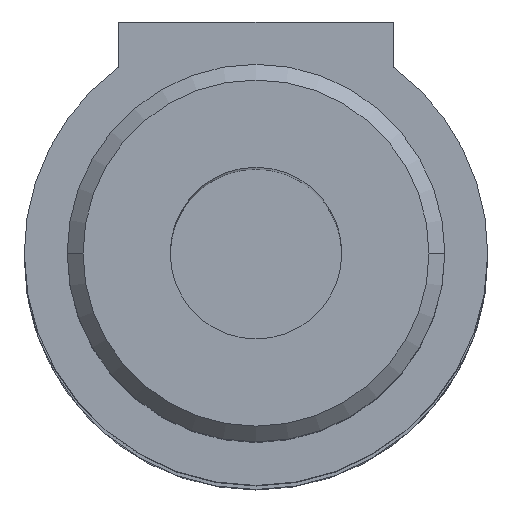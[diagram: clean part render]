
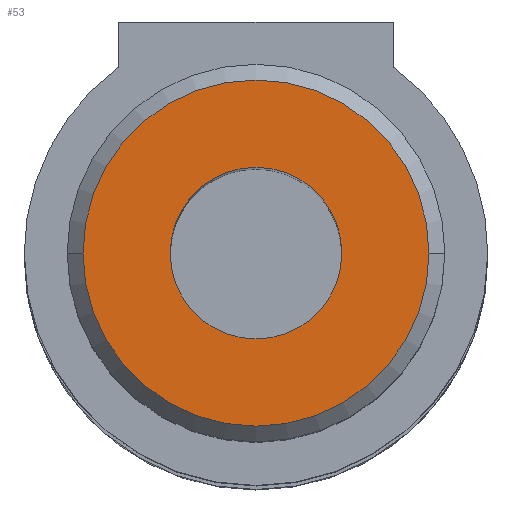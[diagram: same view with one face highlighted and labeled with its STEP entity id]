
A CAD part, top view. The second image highlights one B-rep face of the part: STEP entity #53.
In plain terms, the highlighted planar face has unit normal (0, 0, 1).
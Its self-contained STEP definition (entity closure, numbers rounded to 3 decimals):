
#8 = FACE_OUTER_BOUND ( 'NONE', #651, .T. ) ;
#9 = FACE_BOUND ( 'NONE', #209, .T. ) ;
#37 = CARTESIAN_POINT ( 'NONE',  ( 0., 0., 22. ) ) ;
#51 = DIRECTION ( 'NONE',  ( 0., 0., -1. ) ) ;
#53 = ADVANCED_FACE ( 'NONE', ( #8, #9 ), #175, .T. ) ;
#66 = DIRECTION ( 'NONE',  ( -1., 0., 0. ) ) ;
#175 = PLANE ( 'NONE',  #579 ) ;
#209 = EDGE_LOOP ( 'NONE', ( #567, #1164 ) ) ;
#328 = CARTESIAN_POINT ( 'NONE',  ( -5., 0., 22. ) ) ;
#377 = EDGE_CURVE ( 'NONE', #464, #1135, #496, .T. ) ;
#464 = VERTEX_POINT ( 'NONE', #726 ) ;
#473 = AXIS2_PLACEMENT_3D ( 'NONE', #37, #51, #66 ) ;
#485 = EDGE_CURVE ( 'NONE', #1180, #1152, #1311, .T. ) ;
#496 = CIRCLE ( 'NONE', #473, 10.08 ) ;
#567 = ORIENTED_EDGE ( 'NONE', *, *, #751, .T. ) ;
#579 = AXIS2_PLACEMENT_3D ( 'NONE', #783, #679, #1085 ) ;
#626 = CARTESIAN_POINT ( 'NONE',  ( 5., 0., 22. ) ) ;
#651 = EDGE_LOOP ( 'NONE', ( #756, #701 ) ) ;
#679 = DIRECTION ( 'NONE',  ( 0., 0., 1. ) ) ;
#701 = ORIENTED_EDGE ( 'NONE', *, *, #377, .F. ) ;
#726 = CARTESIAN_POINT ( 'NONE',  ( 10.08, 0., 22. ) ) ;
#751 = EDGE_CURVE ( 'NONE', #1152, #1180, #1226, .T. ) ;
#756 = ORIENTED_EDGE ( 'NONE', *, *, #778, .F. ) ;
#778 = EDGE_CURVE ( 'NONE', #1135, #464, #1158, .T. ) ;
#783 = CARTESIAN_POINT ( 'NONE',  ( 0., 5.04, 22. ) ) ;
#886 = AXIS2_PLACEMENT_3D ( 'NONE', #952, #941, #990 ) ;
#935 = CARTESIAN_POINT ( 'NONE',  ( -10.08, 0., 22. ) ) ;
#941 = DIRECTION ( 'NONE',  ( 0., 0., -1. ) ) ;
#952 = CARTESIAN_POINT ( 'NONE',  ( 0., 0., 22. ) ) ;
#977 = AXIS2_PLACEMENT_3D ( 'NONE', #1318, #1013, #1199 ) ;
#990 = DIRECTION ( 'NONE',  ( 1., 0., 0. ) ) ;
#1013 = DIRECTION ( 'NONE',  ( 0., 0., -1. ) ) ;
#1085 = DIRECTION ( 'NONE',  ( 1., 0., 0. ) ) ;
#1135 = VERTEX_POINT ( 'NONE', #935 ) ;
#1152 = VERTEX_POINT ( 'NONE', #626 ) ;
#1158 = CIRCLE ( 'NONE', #1196, 10.08 ) ;
#1164 = ORIENTED_EDGE ( 'NONE', *, *, #485, .T. ) ;
#1180 = VERTEX_POINT ( 'NONE', #328 ) ;
#1196 = AXIS2_PLACEMENT_3D ( 'NONE', #1212, #1245, #1248 ) ;
#1199 = DIRECTION ( 'NONE',  ( 1., 0., 0. ) ) ;
#1212 = CARTESIAN_POINT ( 'NONE',  ( 0., 0., 22. ) ) ;
#1226 = CIRCLE ( 'NONE', #886, 5. ) ;
#1245 = DIRECTION ( 'NONE',  ( 0., 0., -1. ) ) ;
#1248 = DIRECTION ( 'NONE',  ( -1., 0., 0. ) ) ;
#1311 = CIRCLE ( 'NONE', #977, 5. ) ;
#1318 = CARTESIAN_POINT ( 'NONE',  ( 0., 0., 22. ) ) ;
